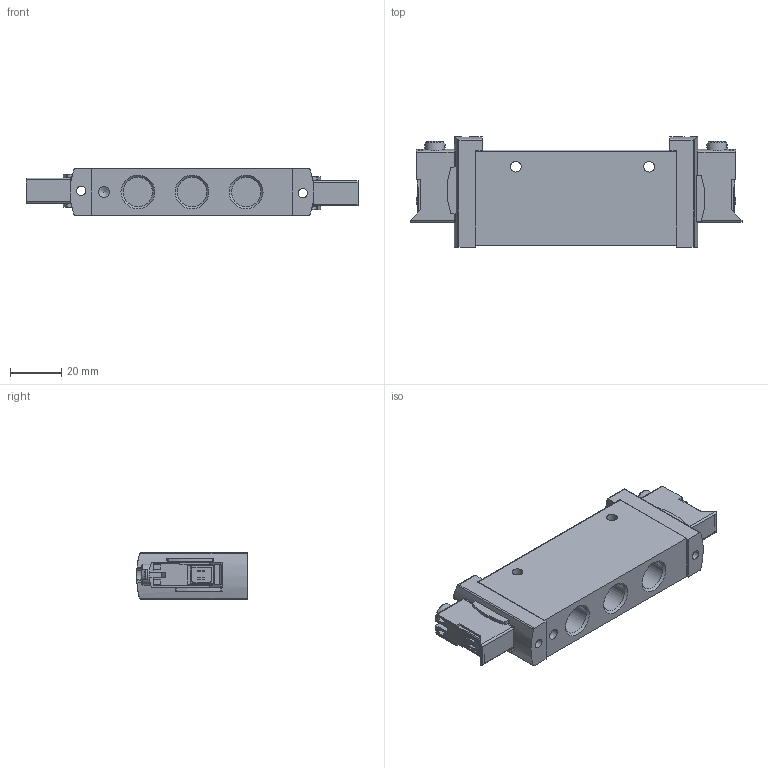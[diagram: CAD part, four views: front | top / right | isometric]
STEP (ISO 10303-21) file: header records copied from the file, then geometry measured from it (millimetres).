
FILE_DESCRIPTION(/* description */ ('STEP AP214'),/* implementation_level */ '2;1');
FILE_NAME(/* name */ '574440_VUVG-L18-P53C-ZT-G14-1P3',/* time_stamp */ '2024-09-17T16:27:58+02:00',/* author */ ('License CC BY-ND 4.0'),/* organization */ ('CADENAS'),/* preprocessor_version */ 'ST-DEVELOPER v19.3',/* originating_system */ 'PARTsolutions',/* authorisation */ ' ');
FILE_SCHEMA (('CONFIG_CONTROL_DESIGN','AUTOMOTIVE_DESIGN {1 0 10303 214 3 1 1}'));
Length unit declared in the file: millimetre
Products named in the file (3): 574440 VUVG-L18-P53C-ZT-G14-1P3; 564212 VUVG-L-18-P53C--ZT-G14--1P3--------(G); 1374186 MSAG
Assembly tree (3 placements, depth 2):
  574440 VUVG-L18-P53C-ZT-G14-1P3
    564212 VUVG-L-18-P53C--ZT-G14--1P3--------(G)
    1374186 MSAG  x2
Bounding box: 129.4 x 43.1 x 18.3 mm (x, y, z)
Volume: 67230.4 mm3; surface area: 19749.5 mm2
Topology: 3 solids, 3 shells, 442 faces, 1185 edges, 785 vertices
Faces by surface type: plane 302, cylinder 117, cone 13, torus 8, sphere 2
Full cylindrical faces by diameter (mm): 3.6 x2, 3.8 x2, 3.9 x2, 4.134 x1, 4.2 x3, 8.1 x2, 11.445 x5
Entity records: 10168 total; most frequent: CARTESIAN_POINT 1917, DIRECTION 1693, ORIENTED_EDGE 1678, EDGE_CURVE 839, AXIS2_PLACEMENT_3D 571, VERTEX_POINT 569, LINE 551, VECTOR 551
